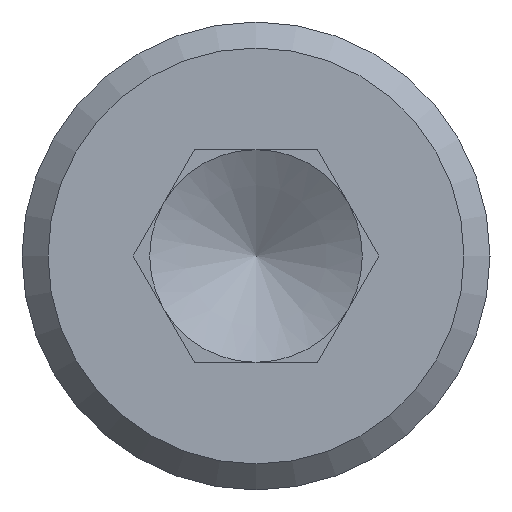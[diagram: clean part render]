
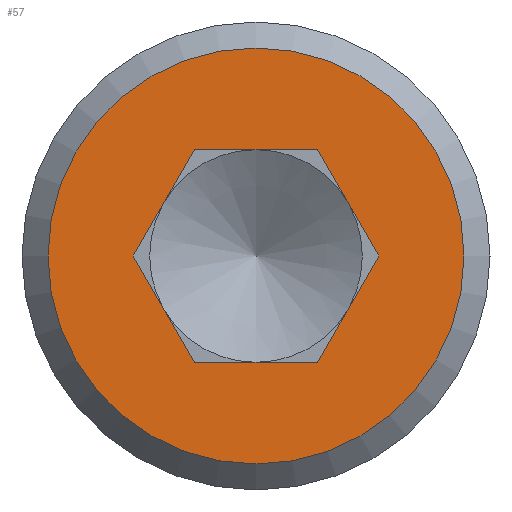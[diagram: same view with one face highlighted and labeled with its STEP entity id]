
A CAD part, left-side view. The second image highlights one B-rep face of the part: STEP entity #57.
In plain terms, the highlighted planar face has unit normal (-1, 0, 0).
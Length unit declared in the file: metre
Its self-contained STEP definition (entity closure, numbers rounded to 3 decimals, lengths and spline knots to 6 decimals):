
#57 = ADVANCED_FACE( '', ( #124, #125 ), #126, .T. );
#124 = FACE_BOUND( '', #202, .T. );
#125 = FACE_OUTER_BOUND( '', #203, .T. );
#126 = PLANE( '', #204 );
#202 = EDGE_LOOP( '', ( #300, #301, #302, #303, #304, #305 ) );
#203 = EDGE_LOOP( '', ( #306 ) );
#204 = AXIS2_PLACEMENT_3D( '', #307, #308, #309 );
#300 = ORIENTED_EDGE( '', *, *, #422, .T. );
#301 = ORIENTED_EDGE( '', *, *, #416, .F. );
#302 = ORIENTED_EDGE( '', *, *, #439, .T. );
#303 = ORIENTED_EDGE( '', *, *, #440, .T. );
#304 = ORIENTED_EDGE( '', *, *, #427, .F. );
#305 = ORIENTED_EDGE( '', *, *, #441, .F. );
#306 = ORIENTED_EDGE( '', *, *, #442, .T. );
#307 = CARTESIAN_POINT( '', ( 0., 0., 0. ) );
#308 = DIRECTION( '', ( -1., 0., 0. ) );
#309 = DIRECTION( '', ( 0., 0., 1. ) );
#416 = EDGE_CURVE( '', #477, #478, #479, .T. );
#422 = EDGE_CURVE( '', #488, #478, #489, .T. );
#427 = EDGE_CURVE( '', #496, #497, #498, .T. );
#439 = EDGE_CURVE( '', #477, #516, #517, .T. );
#440 = EDGE_CURVE( '', #516, #497, #518, .T. );
#441 = EDGE_CURVE( '', #488, #496, #519, .T. );
#442 = EDGE_CURVE( '', #520, #520, #521, .T. );
#477 = VERTEX_POINT( '', #560 );
#478 = VERTEX_POINT( '', #561 );
#479 = LINE( '', #562, #563 );
#488 = VERTEX_POINT( '', #576 );
#489 = LINE( '', #577, #578 );
#496 = VERTEX_POINT( '', #588 );
#497 = VERTEX_POINT( '', #589 );
#498 = LINE( '', #590, #591 );
#516 = VERTEX_POINT( '', #614 );
#517 = LINE( '', #615, #616 );
#518 = LINE( '', #617, #618 );
#519 = LINE( '', #619, #620 );
#520 = VERTEX_POINT( '', #621 );
#521 = CIRCLE( '', #622, 0.002 );
#560 = CARTESIAN_POINT( '', ( 0., -0.00059, 0.001023 ) );
#561 = CARTESIAN_POINT( '', ( 0., 0.00059, 0.001023 ) );
#562 = CARTESIAN_POINT( '', ( 0., -0.00059, 0.001023 ) );
#563 = VECTOR( '', #667, 1. );
#576 = CARTESIAN_POINT( '', ( 0., 0.001181, 0. ) );
#577 = CARTESIAN_POINT( '', ( 0., 0.001181, 0. ) );
#578 = VECTOR( '', #672, 1. );
#588 = CARTESIAN_POINT( '', ( 0., 0.00059, -0.001023 ) );
#589 = CARTESIAN_POINT( '', ( 0., -0.00059, -0.001023 ) );
#590 = CARTESIAN_POINT( '', ( 0., 0.00059, -0.001023 ) );
#591 = VECTOR( '', #676, 1. );
#614 = CARTESIAN_POINT( '', ( 0., -0.001181, 0. ) );
#615 = CARTESIAN_POINT( '', ( 0., -0.00059, 0.001023 ) );
#616 = VECTOR( '', #691, 1. );
#617 = CARTESIAN_POINT( '', ( 0., -0.001181, 0. ) );
#618 = VECTOR( '', #692, 1. );
#619 = CARTESIAN_POINT( '', ( 0., 0.001181, 0. ) );
#620 = VECTOR( '', #693, 1. );
#621 = CARTESIAN_POINT( '', ( 0., 0., 0.002 ) );
#622 = AXIS2_PLACEMENT_3D( '', #694, #695, #696 );
#667 = DIRECTION( '', ( 0., 1., 0. ) );
#672 = DIRECTION( '', ( 0., -0.5, 0.866 ) );
#676 = DIRECTION( '', ( 0., -1., 0. ) );
#691 = DIRECTION( '', ( 0., -0.5, -0.866 ) );
#692 = DIRECTION( '', ( 0., 0.5, -0.866 ) );
#693 = DIRECTION( '', ( 0., -0.5, -0.866 ) );
#694 = CARTESIAN_POINT( '', ( 0., 0., 0. ) );
#695 = DIRECTION( '', ( -1., 0., 0. ) );
#696 = DIRECTION( '', ( 0., 0., 1. ) );
